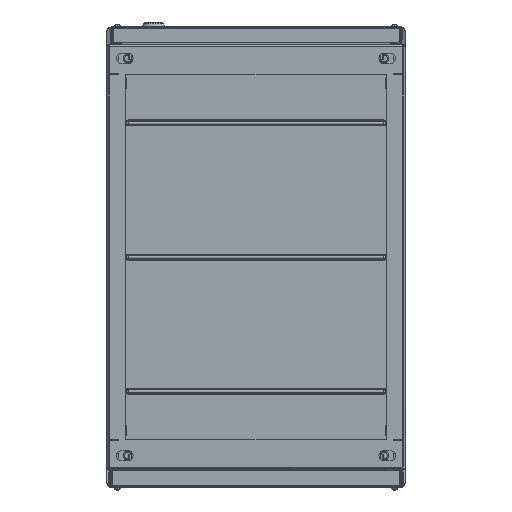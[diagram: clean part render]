
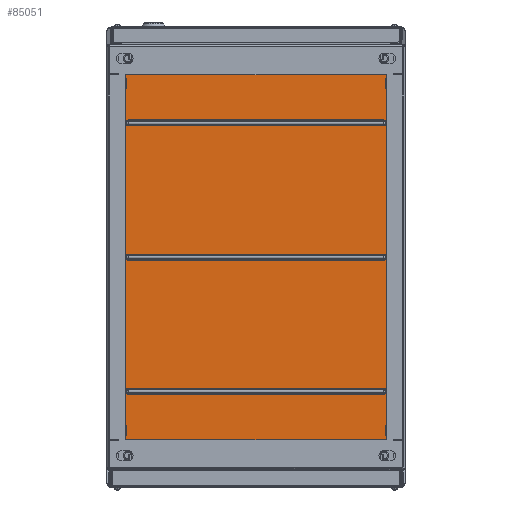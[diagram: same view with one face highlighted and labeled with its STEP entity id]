
A CAD part, front view. The second image highlights one B-rep face of the part: STEP entity #85051.
In plain terms, the highlighted planar face has unit normal (0, -1, 0).
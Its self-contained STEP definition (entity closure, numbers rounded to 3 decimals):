
#74 = FACE_BOUND ( 'NONE', #117666, .T. ) ;
#2114 = CARTESIAN_POINT ( 'NONE',  ( -200., 2000., -285. ) ) ;
#2670 = CARTESIAN_POINT ( 'NONE',  ( -171.4, 2000., -176. ) ) ;
#3410 = CARTESIAN_POINT ( 'NONE',  ( -171.4, 2000., -184. ) ) ;
#3557 = DIRECTION ( 'NONE',  ( -1., 0., 0. ) ) ;
#4733 = AXIS2_PLACEMENT_3D ( 'NONE', #100698, #21737, #22219 ) ;
#6038 = VECTOR ( 'NONE', #34482, 1000. ) ;
#6465 = CIRCLE ( 'NONE', #77104, 4. ) ;
#6484 = LINE ( 'NONE', #25537, #79812 ) ;
#7434 = DIRECTION ( 'NONE',  ( 0., 1., 0. ) ) ;
#8285 = ORIENTED_EDGE ( 'NONE', *, *, #138834, .T. ) ;
#9170 = CARTESIAN_POINT ( 'NONE',  ( 200., 2000., 285. ) ) ;
#9686 = LINE ( 'NONE', #89010, #6038 ) ;
#10543 = VERTEX_POINT ( 'NONE', #42058 ) ;
#10925 = DIRECTION ( 'NONE',  ( -1., 0., 0. ) ) ;
#12704 = FACE_BOUND ( 'NONE', #107573, .T. ) ;
#14512 = VERTEX_POINT ( 'NONE', #3410 ) ;
#17063 = CARTESIAN_POINT ( 'NONE',  ( 171.4, 2000., -176. ) ) ;
#17414 = VECTOR ( 'NONE', #98674, 1000. ) ;
#21509 = CARTESIAN_POINT ( 'NONE',  ( 200., 2000., 285. ) ) ;
#21737 = DIRECTION ( 'NONE',  ( 0., 1., 0. ) ) ;
#22219 = DIRECTION ( 'NONE',  ( 0., 0., -1. ) ) ;
#24893 = CIRCLE ( 'NONE', #35315, 4. ) ;
#25130 = FACE_BOUND ( 'NONE', #29898, .T. ) ;
#25537 = CARTESIAN_POINT ( 'NONE',  ( -171.4, 2000., -4. ) ) ;
#26905 = LINE ( 'NONE', #2670, #145041 ) ;
#27415 = VECTOR ( 'NONE', #52224, 1000. ) ;
#28085 = ORIENTED_EDGE ( 'NONE', *, *, #104178, .T. ) ;
#29898 = EDGE_LOOP ( 'NONE', ( #8285, #103731, #142203, #49208 ) ) ;
#31594 = DIRECTION ( 'NONE',  ( 0., 0., 1. ) ) ;
#31779 = EDGE_LOOP ( 'NONE', ( #131481, #88699, #146597, #137560 ) ) ;
#32129 = VERTEX_POINT ( 'NONE', #104944 ) ;
#34482 = DIRECTION ( 'NONE',  ( 1., 0., 0. ) ) ;
#35315 = AXIS2_PLACEMENT_3D ( 'NONE', #58868, #138982, #127987 ) ;
#37574 = VERTEX_POINT ( 'NONE', #82925 ) ;
#37807 = CARTESIAN_POINT ( 'NONE',  ( -171.4, 2000., 0. ) ) ;
#42058 = CARTESIAN_POINT ( 'NONE',  ( -171.4, 2000., 4. ) ) ;
#42280 = VECTOR ( 'NONE', #10925, 1000. ) ;
#42352 = VERTEX_POINT ( 'NONE', #127563 ) ;
#42463 = PLANE ( 'NONE',  #147334 ) ;
#46844 = ORIENTED_EDGE ( 'NONE', *, *, #70053, .T. ) ;
#47930 = EDGE_CURVE ( 'NONE', #140702, #133413, #142049, .T. ) ;
#48641 = VECTOR ( 'NONE', #81209, 1000. ) ;
#49208 = ORIENTED_EDGE ( 'NONE', *, *, #117998, .T. ) ;
#51914 = FACE_OUTER_BOUND ( 'NONE', #31779, .T. ) ;
#52224 = DIRECTION ( 'NONE',  ( -1., 0., 0. ) ) ;
#53401 = VERTEX_POINT ( 'NONE', #64942 ) ;
#53549 = CARTESIAN_POINT ( 'NONE',  ( -200., 2000., 285. ) ) ;
#53637 = CARTESIAN_POINT ( 'NONE',  ( -171.4, 2000., 176. ) ) ;
#54928 = ORIENTED_EDGE ( 'NONE', *, *, #113244, .T. ) ;
#55867 = ORIENTED_EDGE ( 'NONE', *, *, #71344, .T. ) ;
#57649 = VERTEX_POINT ( 'NONE', #21509 ) ;
#58868 = CARTESIAN_POINT ( 'NONE',  ( 171.4, 2000., -180. ) ) ;
#61345 = EDGE_CURVE ( 'NONE', #32129, #14512, #68608, .T. ) ;
#62355 = DIRECTION ( 'NONE',  ( 0., 0., -1. ) ) ;
#63810 = VECTOR ( 'NONE', #103964, 1000. ) ;
#64377 = DIRECTION ( 'NONE',  ( 0., 0., -1. ) ) ;
#64427 = CARTESIAN_POINT ( 'NONE',  ( 200., 2000., 285. ) ) ;
#64942 = CARTESIAN_POINT ( 'NONE',  ( -200., 2000., 285. ) ) ;
#65868 = CARTESIAN_POINT ( 'NONE',  ( 200., 2000., 285. ) ) ;
#67232 = EDGE_CURVE ( 'NONE', #135160, #119041, #26905, .T. ) ;
#67334 = DIRECTION ( 'NONE',  ( 0., 1., 0. ) ) ;
#68608 = LINE ( 'NONE', #122211, #27415 ) ;
#70053 = EDGE_CURVE ( 'NONE', #37574, #88133, #133307, .T. ) ;
#71344 = EDGE_CURVE ( 'NONE', #82914, #37574, #9686, .T. ) ;
#73093 = AXIS2_PLACEMENT_3D ( 'NONE', #100875, #7434, #64377 ) ;
#73165 = CIRCLE ( 'NONE', #85172, 4. ) ;
#73350 = VECTOR ( 'NONE', #77615, 1000. ) ;
#77104 = AXIS2_PLACEMENT_3D ( 'NONE', #37807, #117778, #93311 ) ;
#77615 = DIRECTION ( 'NONE',  ( 0., 0., 1. ) ) ;
#78628 = EDGE_CURVE ( 'NONE', #119041, #32129, #24893, .T. ) ;
#79812 = VECTOR ( 'NONE', #3557, 1000. ) ;
#81209 = DIRECTION ( 'NONE',  ( 1., 0., 0. ) ) ;
#82914 = VERTEX_POINT ( 'NONE', #90080 ) ;
#82925 = CARTESIAN_POINT ( 'NONE',  ( 171.4, 2000., 184. ) ) ;
#83123 = DIRECTION ( 'NONE',  ( 1., 0., 0. ) ) ;
#83900 = DIRECTION ( 'NONE',  ( 0., 1., 0. ) ) ;
#85051 = ADVANCED_FACE ( 'NONE', ( #25130, #12704, #74, #51914 ), #42463, .T. ) ;
#85172 = AXIS2_PLACEMENT_3D ( 'NONE', #146916, #67334, #100837 ) ;
#88133 = VERTEX_POINT ( 'NONE', #99536 ) ;
#88458 = DIRECTION ( 'NONE',  ( 0., 0., -1. ) ) ;
#88699 = ORIENTED_EDGE ( 'NONE', *, *, #135592, .F. ) ;
#89010 = CARTESIAN_POINT ( 'NONE',  ( -171.4, 2000., 184. ) ) ;
#89290 = CARTESIAN_POINT ( 'NONE',  ( 171.4, 2000., -4. ) ) ;
#90080 = CARTESIAN_POINT ( 'NONE',  ( -171.4, 2000., 184. ) ) ;
#90787 = EDGE_CURVE ( 'NONE', #42352, #57649, #134208, .T. ) ;
#91567 = VERTEX_POINT ( 'NONE', #111676 ) ;
#93311 = DIRECTION ( 'NONE',  ( 0., 0., -1. ) ) ;
#97350 = AXIS2_PLACEMENT_3D ( 'NONE', #107381, #83900, #62355 ) ;
#98674 = DIRECTION ( 'NONE',  ( -1., 0., 0. ) ) ;
#99495 = LINE ( 'NONE', #65868, #42280 ) ;
#99536 = CARTESIAN_POINT ( 'NONE',  ( 171.4, 2000., 176. ) ) ;
#100698 = CARTESIAN_POINT ( 'NONE',  ( 171.4, 2000., 0. ) ) ;
#100837 = DIRECTION ( 'NONE',  ( 0., 0., -1. ) ) ;
#100875 = CARTESIAN_POINT ( 'NONE',  ( -171.4, 2000., -180. ) ) ;
#103731 = ORIENTED_EDGE ( 'NONE', *, *, #112293, .T. ) ;
#103964 = DIRECTION ( 'NONE',  ( -1., 0., 0. ) ) ;
#104178 = EDGE_CURVE ( 'NONE', #14512, #135160, #147392, .T. ) ;
#104944 = CARTESIAN_POINT ( 'NONE',  ( 171.4, 2000., -184. ) ) ;
#105128 = CARTESIAN_POINT ( 'NONE',  ( -171.4, 2000., -176. ) ) ;
#107381 = CARTESIAN_POINT ( 'NONE',  ( 171.4, 2000., 180. ) ) ;
#107573 = EDGE_LOOP ( 'NONE', ( #28085, #147314, #108732, #132791 ) ) ;
#108181 = VERTEX_POINT ( 'NONE', #147166 ) ;
#108732 = ORIENTED_EDGE ( 'NONE', *, *, #78628, .T. ) ;
#109448 = DIRECTION ( 'NONE',  ( 0., -1., 0. ) ) ;
#109579 = CARTESIAN_POINT ( 'NONE',  ( 171.4, 2000., 4. ) ) ;
#110434 = LINE ( 'NONE', #53637, #17414 ) ;
#111323 = ORIENTED_EDGE ( 'NONE', *, *, #134463, .T. ) ;
#111676 = CARTESIAN_POINT ( 'NONE',  ( -171.4, 2000., 176. ) ) ;
#112293 = EDGE_CURVE ( 'NONE', #10543, #140702, #143580, .T. ) ;
#113244 = EDGE_CURVE ( 'NONE', #88133, #91567, #110434, .T. ) ;
#117666 = EDGE_LOOP ( 'NONE', ( #111323, #55867, #46844, #54928 ) ) ;
#117778 = DIRECTION ( 'NONE',  ( 0., 1., 0. ) ) ;
#117998 = EDGE_CURVE ( 'NONE', #133413, #108181, #6484, .T. ) ;
#118512 = LINE ( 'NONE', #53549, #145395 ) ;
#119041 = VERTEX_POINT ( 'NONE', #17063 ) ;
#122211 = CARTESIAN_POINT ( 'NONE',  ( -171.4, 2000., -184. ) ) ;
#127563 = CARTESIAN_POINT ( 'NONE',  ( 200., 2000., -285. ) ) ;
#127987 = DIRECTION ( 'NONE',  ( 0., 0., -1. ) ) ;
#131481 = ORIENTED_EDGE ( 'NONE', *, *, #140690, .F. ) ;
#132791 = ORIENTED_EDGE ( 'NONE', *, *, #61345, .T. ) ;
#133307 = CIRCLE ( 'NONE', #97350, 4. ) ;
#133413 = VERTEX_POINT ( 'NONE', #89290 ) ;
#134208 = LINE ( 'NONE', #9170, #73350 ) ;
#134463 = EDGE_CURVE ( 'NONE', #91567, #82914, #73165, .T. ) ;
#135160 = VERTEX_POINT ( 'NONE', #105128 ) ;
#135592 = EDGE_CURVE ( 'NONE', #42352, #139788, #137328, .T. ) ;
#136073 = EDGE_CURVE ( 'NONE', #57649, #53401, #99495, .T. ) ;
#137328 = LINE ( 'NONE', #138046, #63810 ) ;
#137560 = ORIENTED_EDGE ( 'NONE', *, *, #136073, .T. ) ;
#137717 = CARTESIAN_POINT ( 'NONE',  ( -171.4, 2000., 4. ) ) ;
#138046 = CARTESIAN_POINT ( 'NONE',  ( 200., 2000., -285. ) ) ;
#138834 = EDGE_CURVE ( 'NONE', #108181, #10543, #6465, .T. ) ;
#138982 = DIRECTION ( 'NONE',  ( 0., 1., 0. ) ) ;
#139788 = VERTEX_POINT ( 'NONE', #2114 ) ;
#140690 = EDGE_CURVE ( 'NONE', #139788, #53401, #118512, .T. ) ;
#140702 = VERTEX_POINT ( 'NONE', #109579 ) ;
#142049 = CIRCLE ( 'NONE', #4733, 4. ) ;
#142203 = ORIENTED_EDGE ( 'NONE', *, *, #47930, .T. ) ;
#143580 = LINE ( 'NONE', #137717, #48641 ) ;
#145041 = VECTOR ( 'NONE', #83123, 1000. ) ;
#145395 = VECTOR ( 'NONE', #31594, 1000. ) ;
#146597 = ORIENTED_EDGE ( 'NONE', *, *, #90787, .T. ) ;
#146916 = CARTESIAN_POINT ( 'NONE',  ( -171.4, 2000., 180. ) ) ;
#147166 = CARTESIAN_POINT ( 'NONE',  ( -171.4, 2000., -4. ) ) ;
#147314 = ORIENTED_EDGE ( 'NONE', *, *, #67232, .T. ) ;
#147334 = AXIS2_PLACEMENT_3D ( 'NONE', #64427, #109448, #88458 ) ;
#147392 = CIRCLE ( 'NONE', #73093, 4. ) ;
